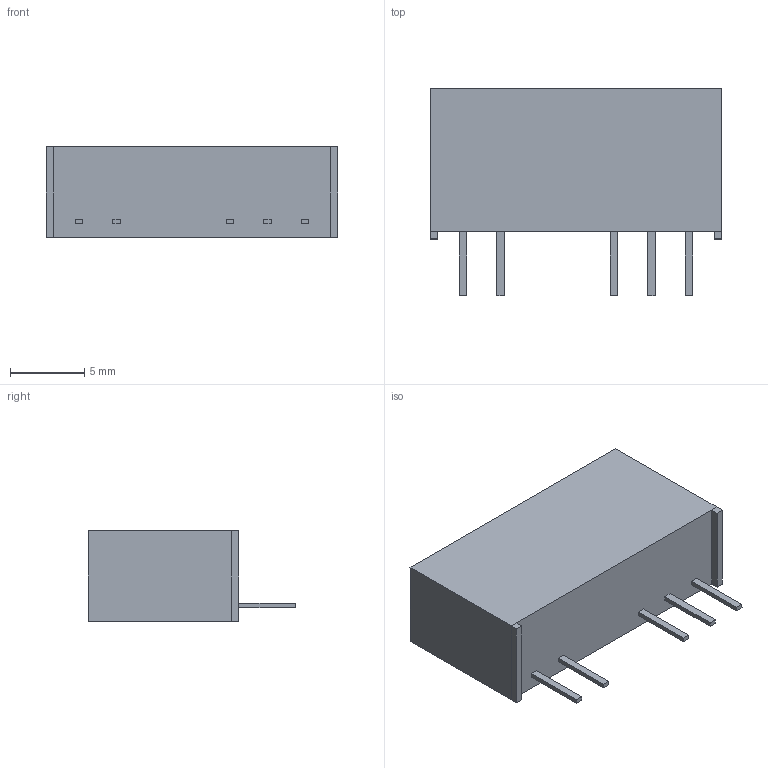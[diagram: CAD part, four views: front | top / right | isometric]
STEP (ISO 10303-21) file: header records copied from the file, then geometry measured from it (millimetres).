
FILE_DESCRIPTION(('FreeCAD Model'),'2;1');
FILE_NAME('Open CASCADE Shape Model','2024-05-21T14:37:25',(''),(''), 'Open CASCADE STEP processor 7.6','FreeCAD','Unknown');
FILE_SCHEMA(('AUTOMOTIVE_DESIGN { 1 0 10303 214 1 1 1 1 }'));
Length unit declared in the file: millimetre
Products named in the file (7): PUD_B2KN; pin 1; pin 2; pin 5; pin 6; case; pin 7
Assembly tree (6 placements, depth 2):
  PUD_B2KN
    pin 1
    pin 2
    pin 5
    pin 6
    case
    pin 7
Bounding box: 19.6 x 13.95 x 6.1 mm (x, y, z)
Volume: 1158.8 mm3; surface area: 783.8 mm2
Topology: 6 solids, 6 shells, 46 faces, 94 edges, 60 vertices
Faces by surface type: plane 46
Entity records: 2567 total; most frequent: CARTESIAN_POINT 395, DIRECTION 388, LINE 282, VECTOR 282, ORIENTED_EDGE 188, PCURVE 188, DEFINITIONAL_REPRESENTATION 188, EDGE_CURVE 94
